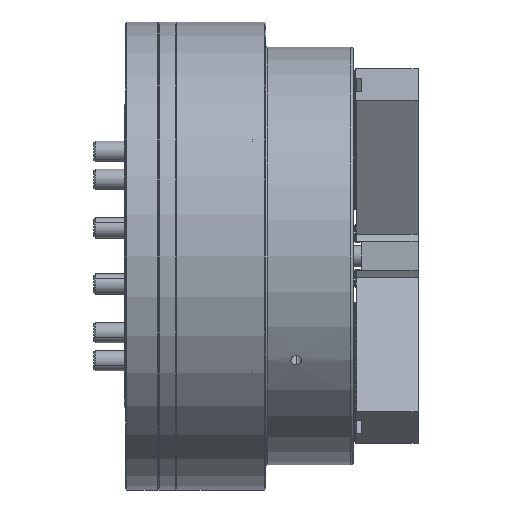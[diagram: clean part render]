
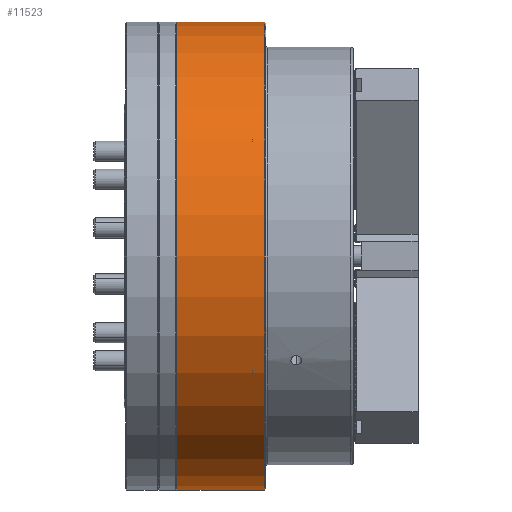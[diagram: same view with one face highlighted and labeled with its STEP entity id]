
A CAD part, front view. The second image highlights one B-rep face of the part: STEP entity #11523.
In plain terms, the highlighted cylindrical face has radius 185 mm (diameter 370 mm), a partial arc.
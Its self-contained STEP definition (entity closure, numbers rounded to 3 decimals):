
#599 = CARTESIAN_POINT ( 'NONE',  ( 143.857, 0., 185. ) ) ;
#795 = AXIS2_PLACEMENT_3D ( 'NONE', #2052, #4960, #14661 ) ;
#1401 = DIRECTION ( 'NONE',  ( 0., 0., -1. ) ) ;
#2052 = CARTESIAN_POINT ( 'NONE',  ( 143.857, 0., 0. ) ) ;
#4675 = CARTESIAN_POINT ( 'NONE',  ( -6., 0., 185. ) ) ;
#4960 = DIRECTION ( 'NONE',  ( 1., 0., 0. ) ) ;
#6881 = LINE ( 'NONE', #599, #33091 ) ;
#8032 = CIRCLE ( 'NONE', #20162, 185. ) ;
#10209 = CYLINDRICAL_SURFACE ( 'NONE', #795, 185. ) ;
#10513 = CARTESIAN_POINT ( 'NONE',  ( -6., 0., 0. ) ) ;
#10514 = AXIS2_PLACEMENT_3D ( 'NONE', #39279, #20358, #1401 ) ;
#11301 = VERTEX_POINT ( 'NONE', #32475 ) ;
#11523 = ADVANCED_FACE ( 'NONE', ( #35425 ), #10209, .T. ) ;
#12569 = VERTEX_POINT ( 'NONE', #40370 ) ;
#13742 = DIRECTION ( 'NONE',  ( 0., 0., -1. ) ) ;
#14661 = DIRECTION ( 'NONE',  ( 0., 0., -1. ) ) ;
#17307 = ORIENTED_EDGE ( 'NONE', *, *, #33503, .F. ) ;
#18729 = VERTEX_POINT ( 'NONE', #32583 ) ;
#19725 = ORIENTED_EDGE ( 'NONE', *, *, #40893, .F. ) ;
#20162 = AXIS2_PLACEMENT_3D ( 'NONE', #10513, #32624, #13742 ) ;
#20358 = DIRECTION ( 'NONE',  ( 1., 0., 0. ) ) ;
#21438 = CARTESIAN_POINT ( 'NONE',  ( 143.857, 0., -185. ) ) ;
#22031 = VERTEX_POINT ( 'NONE', #4675 ) ;
#25175 = EDGE_LOOP ( 'NONE', ( #19725, #26318, #40403, #17307 ) ) ;
#26114 = EDGE_CURVE ( 'NONE', #18729, #12569, #40361, .T. ) ;
#26318 = ORIENTED_EDGE ( 'NONE', *, *, #30578, .T. ) ;
#30578 = EDGE_CURVE ( 'NONE', #11301, #18729, #34887, .T. ) ;
#32475 = CARTESIAN_POINT ( 'NONE',  ( -75.5, 0., 185. ) ) ;
#32583 = CARTESIAN_POINT ( 'NONE',  ( -75.5, 0., -185. ) ) ;
#32624 = DIRECTION ( 'NONE',  ( 1., 0., 0. ) ) ;
#33091 = VECTOR ( 'NONE', #35302, 1000. ) ;
#33503 = EDGE_CURVE ( 'NONE', #22031, #12569, #8032, .T. ) ;
#34887 = CIRCLE ( 'NONE', #10514, 185. ) ;
#35302 = DIRECTION ( 'NONE',  ( 1., 0., 0. ) ) ;
#35425 = FACE_OUTER_BOUND ( 'NONE', #25175, .T. ) ;
#39279 = CARTESIAN_POINT ( 'NONE',  ( -75.5, 0., 0. ) ) ;
#39351 = VECTOR ( 'NONE', #40376, 1000. ) ;
#40361 = LINE ( 'NONE', #21438, #39351 ) ;
#40370 = CARTESIAN_POINT ( 'NONE',  ( -6., 0., -185. ) ) ;
#40376 = DIRECTION ( 'NONE',  ( 1., 0., 0. ) ) ;
#40403 = ORIENTED_EDGE ( 'NONE', *, *, #26114, .T. ) ;
#40893 = EDGE_CURVE ( 'NONE', #11301, #22031, #6881, .T. ) ;
